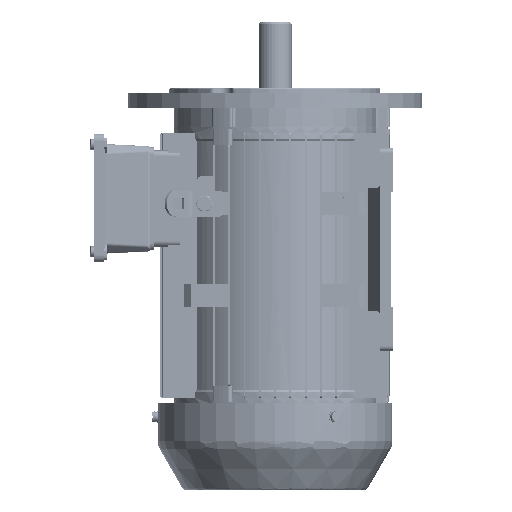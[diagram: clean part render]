
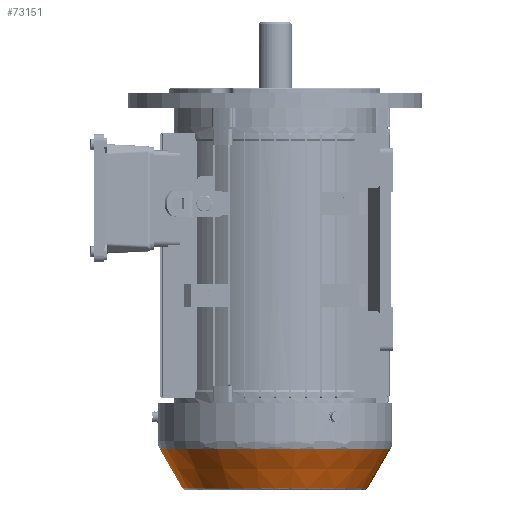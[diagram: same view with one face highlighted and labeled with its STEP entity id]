
A CAD part, left-side view. The second image highlights one B-rep face of the part: STEP entity #73151.
In plain terms, the highlighted conical face has half-angle 30 degrees and reference radius 97.758 mm.
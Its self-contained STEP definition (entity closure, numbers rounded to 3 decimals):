
#3365 = CIRCLE ( 'NONE', #312316, 78.598 ) ;
#4351 = EDGE_CURVE ( 'NONE', #120911, #363701, #124956, .T. ) ;
#18889 = AXIS2_PLACEMENT_3D ( 'NONE', #153053, #328571, #356641 ) ;
#44448 = VERTEX_POINT ( 'NONE', #356471 ) ;
#45779 = CARTESIAN_POINT ( 'NONE',  ( -9.128, -93.818, -196.75 ) ) ;
#61151 = ORIENTED_EDGE ( 'NONE', *, *, #221512, .T. ) ;
#66094 = FACE_OUTER_BOUND ( 'NONE', #309348, .T. ) ;
#73151 = ADVANCED_FACE ( 'NONE', ( #66094 ), #307472, .T. ) ;
#78703 = CARTESIAN_POINT ( 'NONE',  ( -9.128, 82.539, -163.563 ) ) ;
#111401 = VECTOR ( 'NONE', #188954, 1000. ) ;
#113049 = DIRECTION ( 'NONE',  ( -1., 0., 0. ) ) ;
#120911 = VERTEX_POINT ( 'NONE', #45779 ) ;
#124956 = LINE ( 'NONE', #190210, #111401 ) ;
#126592 = ORIENTED_EDGE ( 'NONE', *, *, #345328, .T. ) ;
#153053 = CARTESIAN_POINT ( 'NONE',  ( -9.128, -15.22, -163.563 ) ) ;
#166744 = CARTESIAN_POINT ( 'NONE',  ( -9.128, -15.22, -196.75 ) ) ;
#173840 = CIRCLE ( 'NONE', #18889, 97.758 ) ;
#175582 = AXIS2_PLACEMENT_3D ( 'NONE', #243349, #359162, #273880 ) ;
#179520 = LINE ( 'NONE', #78703, #279565 ) ;
#182064 = ORIENTED_EDGE ( 'NONE', *, *, #246005, .F. ) ;
#188954 = DIRECTION ( 'NONE',  ( 0., -0.5, 0.866 ) ) ;
#190210 = CARTESIAN_POINT ( 'NONE',  ( -9.128, -112.978, -163.563 ) ) ;
#191997 = VERTEX_POINT ( 'NONE', #350381 ) ;
#195936 = DIRECTION ( 'NONE',  ( 0., 0., 1. ) ) ;
#213141 = AXIS2_PLACEMENT_3D ( 'NONE', #166744, #195936, #221457 ) ;
#221457 = DIRECTION ( 'NONE',  ( -1., 0., 0. ) ) ;
#221512 = EDGE_CURVE ( 'NONE', #363701, #44448, #173840, .T. ) ;
#243349 = CARTESIAN_POINT ( 'NONE',  ( -9.128, -15.22, -163.563 ) ) ;
#246005 = EDGE_CURVE ( 'NONE', #339444, #44448, #179520, .T. ) ;
#268107 = CARTESIAN_POINT ( 'NONE',  ( -9.128, -112.978, -163.563 ) ) ;
#273880 = DIRECTION ( 'NONE',  ( 0., 1., 0. ) ) ;
#279565 = VECTOR ( 'NONE', #337085, 1000. ) ;
#287352 = CARTESIAN_POINT ( 'NONE',  ( -9.128, -15.22, -196.75 ) ) ;
#300683 = ORIENTED_EDGE ( 'NONE', *, *, #353239, .T. ) ;
#307472 = CONICAL_SURFACE ( 'NONE', #175582, 97.758, 0.524 ) ;
#309348 = EDGE_LOOP ( 'NONE', ( #126592, #300683, #319661, #61151, #182064 ) ) ;
#312316 = AXIS2_PLACEMENT_3D ( 'NONE', #287352, #342032, #113049 ) ;
#319661 = ORIENTED_EDGE ( 'NONE', *, *, #4351, .T. ) ;
#328571 = DIRECTION ( 'NONE',  ( 0., 0., -1. ) ) ;
#337085 = DIRECTION ( 'NONE',  ( 0., 0.5, 0.866 ) ) ;
#337191 = CIRCLE ( 'NONE', #213141, 78.598 ) ;
#339444 = VERTEX_POINT ( 'NONE', #367469 ) ;
#342032 = DIRECTION ( 'NONE',  ( 0., 0., 1. ) ) ;
#345328 = EDGE_CURVE ( 'NONE', #339444, #191997, #3365, .T. ) ;
#350381 = CARTESIAN_POINT ( 'NONE',  ( -87.726, -15.22, -196.75 ) ) ;
#353239 = EDGE_CURVE ( 'NONE', #191997, #120911, #337191, .T. ) ;
#356471 = CARTESIAN_POINT ( 'NONE',  ( -9.128, 82.539, -163.563 ) ) ;
#356641 = DIRECTION ( 'NONE',  ( -1., 0., 0. ) ) ;
#359162 = DIRECTION ( 'NONE',  ( 0., 0., 1. ) ) ;
#363701 = VERTEX_POINT ( 'NONE', #268107 ) ;
#367469 = CARTESIAN_POINT ( 'NONE',  ( -9.128, 63.378, -196.75 ) ) ;
